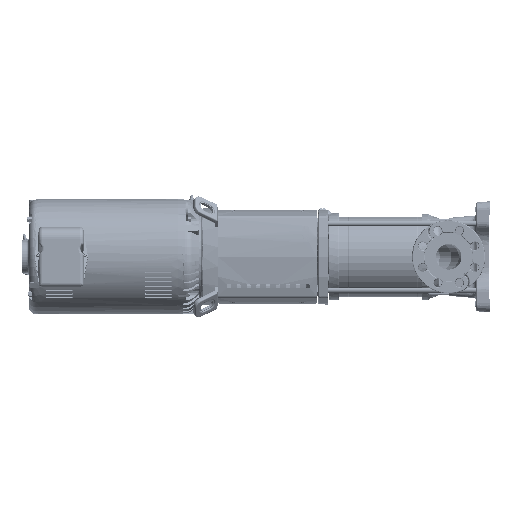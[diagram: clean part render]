
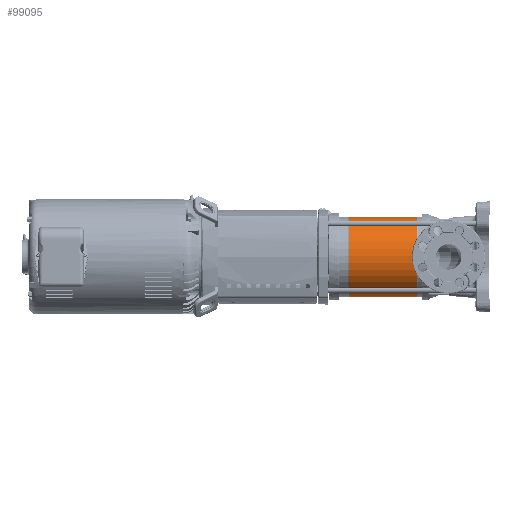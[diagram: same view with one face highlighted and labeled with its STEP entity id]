
A CAD part, left-side view. The second image highlights one B-rep face of the part: STEP entity #99095.
In plain terms, the highlighted cylindrical face has radius 102 mm (diameter 204 mm), a full revolution.
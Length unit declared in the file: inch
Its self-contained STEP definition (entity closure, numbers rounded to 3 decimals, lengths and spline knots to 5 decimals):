
#13119=CIRCLE('',#106003,4.01575);
#13120=CIRCLE('',#106004,4.01575);
#13121=CIRCLE('',#106006,4.01575);
#13122=CIRCLE('',#106007,4.01575);
#17774=FACE_OUTER_BOUND('',#23171,.T.);
#23171=EDGE_LOOP('',(#76410,#76411,#76412,#76413,#76414,#76415));
#31769=LINE('',#243895,#37105);
#37105=VECTOR('',#119966,4.01575);
#44300=VERTEX_POINT('',#243888);
#44301=VERTEX_POINT('',#243890);
#44302=VERTEX_POINT('',#243894);
#44303=VERTEX_POINT('',#243896);
#56435=EDGE_CURVE('',#44300,#44301,#13119,.T.);
#56436=EDGE_CURVE('',#44301,#44300,#13120,.T.);
#56437=EDGE_CURVE('',#44300,#44302,#31769,.T.);
#56438=EDGE_CURVE('',#44302,#44303,#13121,.T.);
#56439=EDGE_CURVE('',#44303,#44302,#13122,.T.);
#76410=ORIENTED_EDGE('',*,*,#56436,.F.);
#76411=ORIENTED_EDGE('',*,*,#56435,.F.);
#76412=ORIENTED_EDGE('',*,*,#56437,.T.);
#76413=ORIENTED_EDGE('',*,*,#56438,.T.);
#76414=ORIENTED_EDGE('',*,*,#56439,.T.);
#76415=ORIENTED_EDGE('',*,*,#56437,.F.);
#95919=CYLINDRICAL_SURFACE('',#106005,4.01575);
#99095=ADVANCED_FACE('',(#17774),#95919,.T.);
#106003=AXIS2_PLACEMENT_3D('',#243891,#119960,#119961);
#106004=AXIS2_PLACEMENT_3D('',#243892,#119962,#119963);
#106005=AXIS2_PLACEMENT_3D('',#243893,#119964,#119965);
#106006=AXIS2_PLACEMENT_3D('',#243897,#119967,#119968);
#106007=AXIS2_PLACEMENT_3D('',#243898,#119969,#119970);
#119960=DIRECTION('center_axis',(0.,1.,0.));
#119961=DIRECTION('ref_axis',(-0.989,0.,
-0.149));
#119962=DIRECTION('center_axis',(0.,1.,0.));
#119963=DIRECTION('ref_axis',(-0.989,0.,
-0.149));
#119964=DIRECTION('center_axis',(0.,1.,0.));
#119965=DIRECTION('ref_axis',(-0.989,0.,
-0.149));
#119966=DIRECTION('',(0.,-1.,0.));
#119967=DIRECTION('center_axis',(0.,1.,0.));
#119968=DIRECTION('ref_axis',(-0.989,0.,
-0.149));
#119969=DIRECTION('center_axis',(0.,1.,0.));
#119970=DIRECTION('ref_axis',(-0.989,0.,
-0.149));
#243888=CARTESIAN_POINT('',(3.97121,14.09546,0.59639));
#243890=CARTESIAN_POINT('',(-3.97121,14.09546,-0.59639));
#243891=CARTESIAN_POINT('Origin',(0.,14.09546,
0.));
#243892=CARTESIAN_POINT('Origin',(0.,14.09546,
0.));
#243893=CARTESIAN_POINT('Origin',(0.,13.25669,
0.));
#243894=CARTESIAN_POINT('',(3.97121,7.27186,0.59639));
#243895=CARTESIAN_POINT('',(3.97121,13.25669,0.59639));
#243896=CARTESIAN_POINT('',(-3.97121,7.27186,-0.59639));
#243897=CARTESIAN_POINT('Origin',(0.,7.27186,
0.));
#243898=CARTESIAN_POINT('Origin',(0.,7.27186,
0.));
